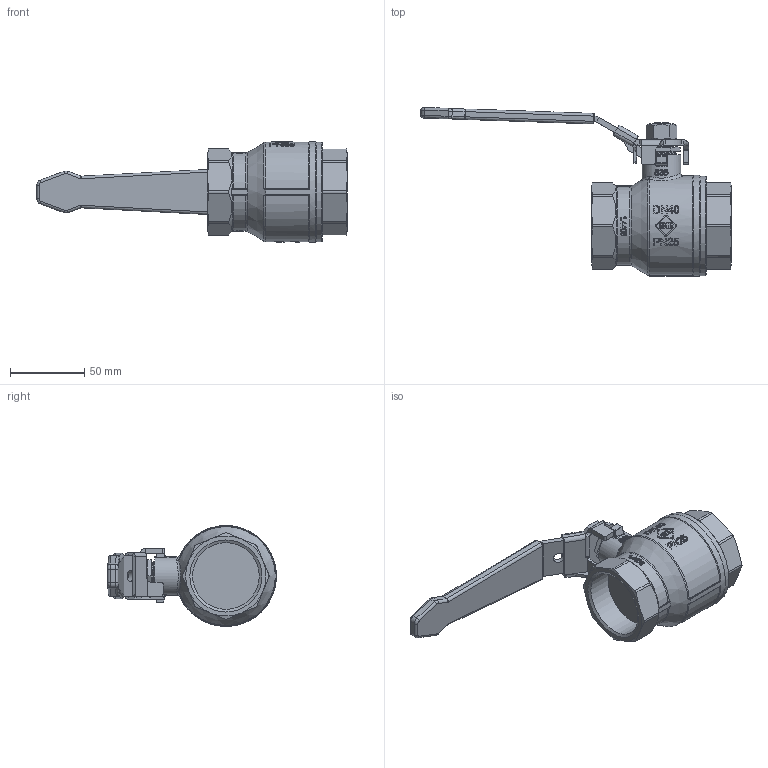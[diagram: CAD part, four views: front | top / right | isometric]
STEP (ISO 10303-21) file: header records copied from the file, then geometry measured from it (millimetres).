
FILE_DESCRIPTION(/* description */ (''),/* implementation_level */ '2;1');
FILE_NAME(/* name */ '835_835_0_40.stp',/* time_stamp */ '2021-09-27T12:13:31+02:00',/* author */ ('sga-ext'),/* organization */ (''),/* preprocessor_version */ 'ST-DEVELOPER v18.1',/* originating_system */ 'Autodesk Inventor 2021',/* authorisation */ '');
FILE_SCHEMA (('AUTOMOTIVE_DESIGN { 1 0 10303 214 3 1 1 }'));
Products named in the file (1): ENG-068169
Bounding box: 209.1 x 113.64 x 68 mm (x, y, z)
Volume: 261311.7 mm3; surface area: 47307.2 mm2
Topology: 2 solids, 2 shells, 1450 faces, 3771 edges, 2442 vertices
Faces by surface type: plane 667, bspline 501, cylinder 216, cone 36, torus 22, sphere 8
Full cylindrical faces by diameter (mm): 7.5 x1, 13.4 x1, 18.3 x1, 20 x1, 26 x1, 44.845 x2, 67 x1, 68 x1
Entity records: 53549 total; most frequent: CARTESIAN_POINT 19857, ORIENTED_EDGE 7534, DIRECTION 5099, EDGE_CURVE 3767, VERTEX_POINT 2442, LINE 2007, VECTOR 2007, EDGE_LOOP 1573
